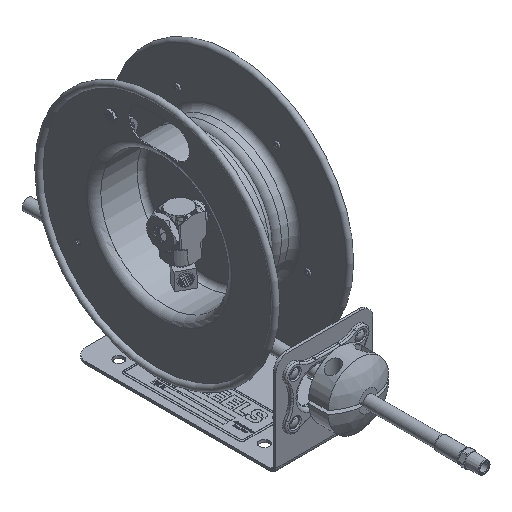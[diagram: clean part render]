
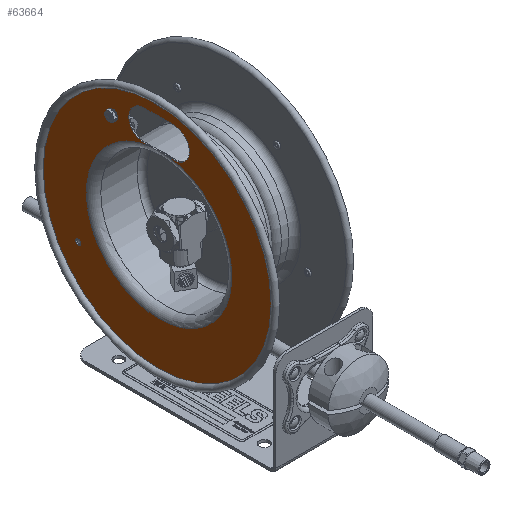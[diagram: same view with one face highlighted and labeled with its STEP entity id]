
A CAD part, isometric view. The second image highlights one B-rep face of the part: STEP entity #63664.
In plain terms, the highlighted planar face has unit normal (-1, 0, 0).
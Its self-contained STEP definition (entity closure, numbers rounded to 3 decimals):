
#127=FACE_BOUND('',#8310,.T.);
#128=FACE_BOUND('',#8311,.T.);
#129=FACE_BOUND('',#8312,.T.);
#1496=PLANE('',#66590);
#5649=FACE_OUTER_BOUND('',#8309,.T.);
#8309=EDGE_LOOP('',(#43818));
#8310=EDGE_LOOP('',(#43819));
#8311=EDGE_LOOP('',(#43820,#43821));
#8312=EDGE_LOOP('',(#43822,#43823,#43824,#43825,#43826,#43827,#43828));
#11373=LINE('',#84647,#17389);
#11375=LINE('',#84660,#17391);
#11378=LINE('',#84688,#17394);
#17389=VECTOR('',#70498,0.394);
#17391=VECTOR('',#70500,0.394);
#17394=VECTOR('',#70535,0.394);
#23387=CIRCLE('',#66569,0.103);
#23388=CIRCLE('',#66570,0.103);
#23389=CIRCLE('',#66572,0.625);
#23400=CIRCLE('',#66588,0.625);
#23401=CIRCLE('',#66591,4.875);
#23402=CIRCLE('',#66592,0.103);
#23403=CIRCLE('',#66593,3.);
#23404=CIRCLE('',#66594,3.);
#25079=VERTEX_POINT('',#84621);
#25080=VERTEX_POINT('',#84622);
#25081=VERTEX_POINT('',#84627);
#25082=VERTEX_POINT('',#84629);
#25083=VERTEX_POINT('',#84633);
#25084=VERTEX_POINT('',#84634);
#25085=VERTEX_POINT('',#84646);
#25094=VERTEX_POINT('',#84684);
#25095=VERTEX_POINT('',#84690);
#25096=VERTEX_POINT('',#84692);
#25097=VERTEX_POINT('',#84694);
#33002=EDGE_CURVE('',#25079,#25080,#23387,.T.);
#33003=EDGE_CURVE('',#25080,#25079,#23388,.T.);
#33006=EDGE_CURVE('',#25082,#25081,#23389,.T.);
#33009=EDGE_CURVE('',#25085,#25083,#11373,.T.);
#33012=EDGE_CURVE('',#25084,#25082,#11375,.T.);
#33024=EDGE_CURVE('',#25094,#25085,#23400,.T.);
#33026=EDGE_CURVE('',#25081,#25094,#11378,.T.);
#33027=EDGE_CURVE('',#25095,#25095,#23401,.T.);
#33028=EDGE_CURVE('',#25096,#25096,#23402,.T.);
#33029=EDGE_CURVE('',#25083,#25097,#23403,.T.);
#33030=EDGE_CURVE('',#25097,#25084,#23404,.T.);
#43818=ORIENTED_EDGE('',*,*,#33027,.F.);
#43819=ORIENTED_EDGE('',*,*,#33028,.T.);
#43820=ORIENTED_EDGE('',*,*,#33002,.T.);
#43821=ORIENTED_EDGE('',*,*,#33003,.T.);
#43822=ORIENTED_EDGE('',*,*,#33012,.T.);
#43823=ORIENTED_EDGE('',*,*,#33006,.T.);
#43824=ORIENTED_EDGE('',*,*,#33026,.T.);
#43825=ORIENTED_EDGE('',*,*,#33024,.T.);
#43826=ORIENTED_EDGE('',*,*,#33009,.T.);
#43827=ORIENTED_EDGE('',*,*,#33029,.T.);
#43828=ORIENTED_EDGE('',*,*,#33030,.T.);
#63664=ADVANCED_FACE('',(#5649,#127,#128,#129),#1496,.T.);
#66569=AXIS2_PLACEMENT_3D('',#84623,#70485,#70486);
#66570=AXIS2_PLACEMENT_3D('',#84624,#70487,#70488);
#66572=AXIS2_PLACEMENT_3D('',#84630,#70493,#70494);
#66588=AXIS2_PLACEMENT_3D('',#84685,#70530,#70531);
#66590=AXIS2_PLACEMENT_3D('',#84689,#70536,#70537);
#66591=AXIS2_PLACEMENT_3D('',#84691,#70538,#70539);
#66592=AXIS2_PLACEMENT_3D('',#84693,#70540,#70541);
#66593=AXIS2_PLACEMENT_3D('',#84695,#70542,#70543);
#66594=AXIS2_PLACEMENT_3D('',#84696,#70544,#70545);
#70485=DIRECTION('center_axis',(1.,0.,0.));
#70486=DIRECTION('ref_axis',(0.,-1.,0.));
#70487=DIRECTION('center_axis',(1.,0.,0.));
#70488=DIRECTION('ref_axis',(0.,-1.,0.));
#70493=DIRECTION('center_axis',(1.,0.,0.));
#70494=DIRECTION('ref_axis',(0.,0.,
1.));
#70498=DIRECTION('',(0.,1.,0.));
#70500=DIRECTION('',(0.,1.,0.));
#70530=DIRECTION('center_axis',(1.,0.,0.));
#70531=DIRECTION('ref_axis',(0.,0.,
-1.));
#70535=DIRECTION('',(0.,-1.,0.));
#70536=DIRECTION('center_axis',(-1.,0.,0.));
#70537=DIRECTION('ref_axis',(0.,0.,
-1.));
#70538=DIRECTION('center_axis',(1.,0.,0.));
#70539=DIRECTION('ref_axis',(0.,-1.,0.));
#70540=DIRECTION('center_axis',(1.,0.,0.));
#70541=DIRECTION('ref_axis',(0.,-1.,0.));
#70542=DIRECTION('center_axis',(1.,0.,0.));
#70543=DIRECTION('ref_axis',(0.,-1.,0.));
#70544=DIRECTION('center_axis',(1.,0.,0.));
#70545=DIRECTION('ref_axis',(0.,-1.,0.));
#84621=CARTESIAN_POINT('',(-1.464,4.356,3.68));
#84622=CARTESIAN_POINT('',(-1.464,4.562,3.68));
#84623=CARTESIAN_POINT('Origin',(-1.464,4.459,3.68));
#84624=CARTESIAN_POINT('Origin',(-1.464,4.459,3.68));
#84627=CARTESIAN_POINT('',(-1.464,1.75,9.83));
#84629=CARTESIAN_POINT('',(-1.464,1.75,8.58));
#84630=CARTESIAN_POINT('Origin',(-1.464,1.75,9.205));
#84633=CARTESIAN_POINT('',(-1.464,0.739,8.58));
#84634=CARTESIAN_POINT('',(-1.464,1.511,8.58));
#84646=CARTESIAN_POINT('',(-1.464,0.5,8.58));
#84647=CARTESIAN_POINT('',(-1.464,-0.531,8.58));
#84660=CARTESIAN_POINT('',(-1.464,-0.531,8.58));
#84684=CARTESIAN_POINT('',(-1.464,0.5,9.83));
#84685=CARTESIAN_POINT('Origin',(-1.464,0.5,9.205));
#84688=CARTESIAN_POINT('',(-1.464,-1.156,9.83));
#84689=CARTESIAN_POINT('Origin',(-1.464,-2.813,5.605));
#84690=CARTESIAN_POINT('',(-1.464,-3.75,5.605));
#84691=CARTESIAN_POINT('Origin',(-1.464,1.125,5.605));
#84692=CARTESIAN_POINT('',(-1.464,2.947,8.939));
#84693=CARTESIAN_POINT('Origin',(-1.464,3.05,8.939));
#84694=CARTESIAN_POINT('',(-1.464,1.125,2.605));
#84695=CARTESIAN_POINT('Origin',(-1.464,1.125,5.605));
#84696=CARTESIAN_POINT('Origin',(-1.464,1.125,5.605));
